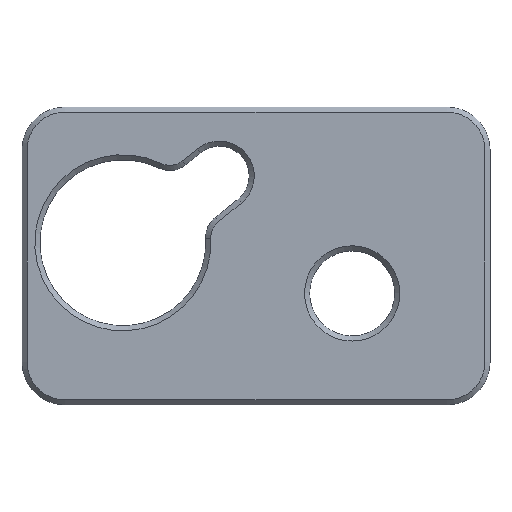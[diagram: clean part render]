
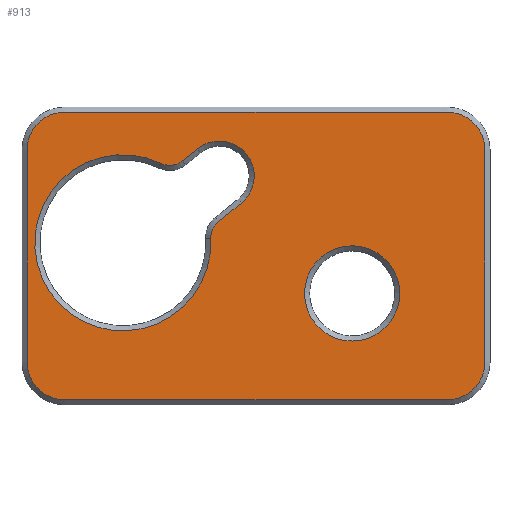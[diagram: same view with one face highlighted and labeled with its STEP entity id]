
A CAD part, top view. The second image highlights one B-rep face of the part: STEP entity #913.
In plain terms, the highlighted planar face has unit normal (0, 0, 1).
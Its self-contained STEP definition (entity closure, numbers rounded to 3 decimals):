
#16=FACE_BOUND('',#162,.T.);
#17=FACE_BOUND('',#163,.T.);
#51=CIRCLE('',#990,5.6);
#52=CIRCLE('',#992,4.4);
#53=CIRCLE('',#993,4.4);
#54=CIRCLE('',#994,4.4);
#55=CIRCLE('',#995,4.4);
#56=CIRCLE('',#996,2.4);
#57=CIRCLE('',#997,4.1);
#58=CIRCLE('',#998,2.4);
#59=CIRCLE('',#999,10.35);
#107=FACE_OUTER_BOUND('',#161,.T.);
#161=EDGE_LOOP('',(#686,#687,#688,#689,#690,#691,#692,#693));
#162=EDGE_LOOP('',(#694,#695,#696,#697,#698,#699));
#163=EDGE_LOOP('',(#700));
#233=LINE('',#1455,#322);
#234=LINE('',#1459,#323);
#235=LINE('',#1463,#324);
#236=LINE('',#1467,#325);
#237=LINE('',#1473,#326);
#238=LINE('',#1477,#327);
#322=VECTOR('',#1162,10.);
#323=VECTOR('',#1165,10.);
#324=VECTOR('',#1168,10.);
#325=VECTOR('',#1171,10.);
#326=VECTOR('',#1176,10.);
#327=VECTOR('',#1179,10.);
#419=VERTEX_POINT('',#1449);
#420=VERTEX_POINT('',#1453);
#421=VERTEX_POINT('',#1454);
#422=VERTEX_POINT('',#1456);
#423=VERTEX_POINT('',#1458);
#424=VERTEX_POINT('',#1460);
#425=VERTEX_POINT('',#1462);
#426=VERTEX_POINT('',#1464);
#427=VERTEX_POINT('',#1466);
#428=VERTEX_POINT('',#1469);
#429=VERTEX_POINT('',#1470);
#430=VERTEX_POINT('',#1472);
#431=VERTEX_POINT('',#1474);
#432=VERTEX_POINT('',#1476);
#433=VERTEX_POINT('',#1478);
#516=EDGE_CURVE('',#419,#419,#51,.T.);
#518=EDGE_CURVE('',#420,#421,#233,.T.);
#519=EDGE_CURVE('',#422,#420,#52,.T.);
#520=EDGE_CURVE('',#423,#422,#234,.T.);
#521=EDGE_CURVE('',#424,#423,#53,.T.);
#522=EDGE_CURVE('',#425,#424,#235,.T.);
#523=EDGE_CURVE('',#426,#425,#54,.T.);
#524=EDGE_CURVE('',#427,#426,#236,.T.);
#525=EDGE_CURVE('',#421,#427,#55,.T.);
#526=EDGE_CURVE('',#428,#429,#56,.T.);
#527=EDGE_CURVE('',#430,#428,#237,.T.);
#528=EDGE_CURVE('',#431,#430,#57,.T.);
#529=EDGE_CURVE('',#432,#431,#238,.T.);
#530=EDGE_CURVE('',#433,#432,#58,.T.);
#531=EDGE_CURVE('',#429,#433,#59,.T.);
#686=ORIENTED_EDGE('',*,*,#518,.F.);
#687=ORIENTED_EDGE('',*,*,#519,.F.);
#688=ORIENTED_EDGE('',*,*,#520,.F.);
#689=ORIENTED_EDGE('',*,*,#521,.F.);
#690=ORIENTED_EDGE('',*,*,#522,.F.);
#691=ORIENTED_EDGE('',*,*,#523,.F.);
#692=ORIENTED_EDGE('',*,*,#524,.F.);
#693=ORIENTED_EDGE('',*,*,#525,.F.);
#694=ORIENTED_EDGE('',*,*,#526,.F.);
#695=ORIENTED_EDGE('',*,*,#527,.F.);
#696=ORIENTED_EDGE('',*,*,#528,.F.);
#697=ORIENTED_EDGE('',*,*,#529,.F.);
#698=ORIENTED_EDGE('',*,*,#530,.F.);
#699=ORIENTED_EDGE('',*,*,#531,.F.);
#700=ORIENTED_EDGE('',*,*,#516,.F.);
#880=PLANE('',#991);
#913=ADVANCED_FACE('',(#107,#16,#17),#880,.T.);
#990=AXIS2_PLACEMENT_3D('',#1450,#1157,#1158);
#991=AXIS2_PLACEMENT_3D('',#1452,#1160,#1161);
#992=AXIS2_PLACEMENT_3D('',#1457,#1163,#1164);
#993=AXIS2_PLACEMENT_3D('',#1461,#1166,#1167);
#994=AXIS2_PLACEMENT_3D('',#1465,#1169,#1170);
#995=AXIS2_PLACEMENT_3D('',#1468,#1172,#1173);
#996=AXIS2_PLACEMENT_3D('',#1471,#1174,#1175);
#997=AXIS2_PLACEMENT_3D('',#1475,#1177,#1178);
#998=AXIS2_PLACEMENT_3D('',#1479,#1180,#1181);
#999=AXIS2_PLACEMENT_3D('',#1480,#1182,#1183);
#1157=DIRECTION('center_axis',(0.,0.,1.));
#1158=DIRECTION('ref_axis',(-1.,0.,0.));
#1160=DIRECTION('center_axis',(0.,0.,1.));
#1161=DIRECTION('ref_axis',(-1.,0.,0.));
#1162=DIRECTION('',(0.,1.,0.));
#1163=DIRECTION('center_axis',(0.,0.,-1.));
#1164=DIRECTION('ref_axis',(-1.,0.,0.));
#1165=DIRECTION('',(-1.,0.,0.));
#1166=DIRECTION('center_axis',(0.,0.,-1.));
#1167=DIRECTION('ref_axis',(0.,-1.,0.));
#1168=DIRECTION('',(0.,-1.,0.));
#1169=DIRECTION('center_axis',(0.,0.,-1.));
#1170=DIRECTION('ref_axis',(1.,0.,0.));
#1171=DIRECTION('',(1.,0.,0.));
#1172=DIRECTION('center_axis',(0.,0.,-1.));
#1173=DIRECTION('ref_axis',(0.,1.,0.));
#1174=DIRECTION('center_axis',(0.,0.,-1.));
#1175=DIRECTION('ref_axis',(-0.432,-0.902,0.));
#1176=DIRECTION('',(-0.78,-0.625,0.));
#1177=DIRECTION('center_axis',(0.,0.,1.));
#1178=DIRECTION('ref_axis',(0.625,-0.78,0.));
#1179=DIRECTION('',(0.78,0.625,0.));
#1180=DIRECTION('center_axis',(0.,0.,-1.));
#1181=DIRECTION('ref_axis',(-0.625,0.78,0.));
#1182=DIRECTION('center_axis',(0.,0.,1.));
#1183=DIRECTION('ref_axis',(-0.432,-0.902,0.));
#1449=CARTESIAN_POINT('',(16.9,-4.4,16.));
#1450=CARTESIAN_POINT('Origin',(11.3,-4.4,16.));
#1452=CARTESIAN_POINT('Origin',(0.,0.,16.));
#1453=CARTESIAN_POINT('',(-26.9,-12.5,16.));
#1454=CARTESIAN_POINT('',(-26.9,12.5,16.));
#1455=CARTESIAN_POINT('',(-26.9,6.25,16.));
#1456=CARTESIAN_POINT('',(-22.5,-16.9,16.));
#1457=CARTESIAN_POINT('Origin',(-22.5,-12.5,16.));
#1458=CARTESIAN_POINT('',(22.5,-16.9,16.));
#1459=CARTESIAN_POINT('',(-11.25,-16.9,16.));
#1460=CARTESIAN_POINT('',(26.9,-12.5,16.));
#1461=CARTESIAN_POINT('Origin',(22.5,-12.5,16.));
#1462=CARTESIAN_POINT('',(26.9,12.5,16.));
#1463=CARTESIAN_POINT('',(26.9,-6.25,16.));
#1464=CARTESIAN_POINT('',(22.5,16.9,16.));
#1465=CARTESIAN_POINT('Origin',(22.5,12.5,16.));
#1466=CARTESIAN_POINT('',(-22.5,16.9,16.));
#1467=CARTESIAN_POINT('',(11.25,16.9,16.));
#1468=CARTESIAN_POINT('Origin',(-22.5,12.5,16.));
#1469=CARTESIAN_POINT('',(-8.64,11.176,16.));
#1470=CARTESIAN_POINT('',(-11.178,10.884,16.));
#1471=CARTESIAN_POINT('Origin',(-10.141,13.048,16.));
#1472=CARTESIAN_POINT('',(-6.864,12.599,16.));
#1473=CARTESIAN_POINT('',(-8.737,11.098,16.));
#1474=CARTESIAN_POINT('',(-1.736,6.201,16.));
#1475=CARTESIAN_POINT('Origin',(-4.3,9.4,16.));
#1476=CARTESIAN_POINT('',(-4.417,4.052,16.));
#1477=CARTESIAN_POINT('',(-2.72,5.412,16.));
#1478=CARTESIAN_POINT('',(-5.313,2.061,16.));
#1479=CARTESIAN_POINT('Origin',(-2.916,2.18,16.));
#1480=CARTESIAN_POINT('Origin',(-15.65,1.55,16.));
